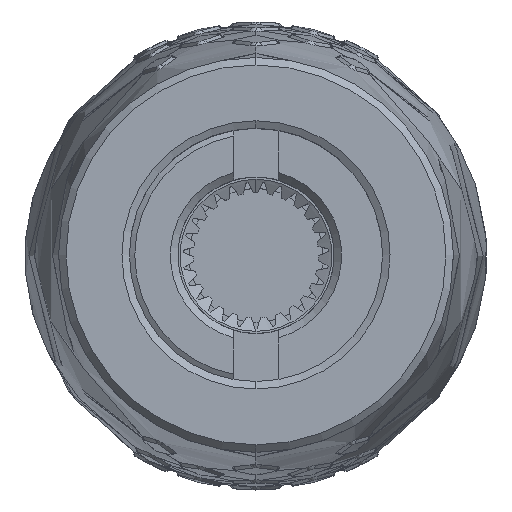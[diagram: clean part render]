
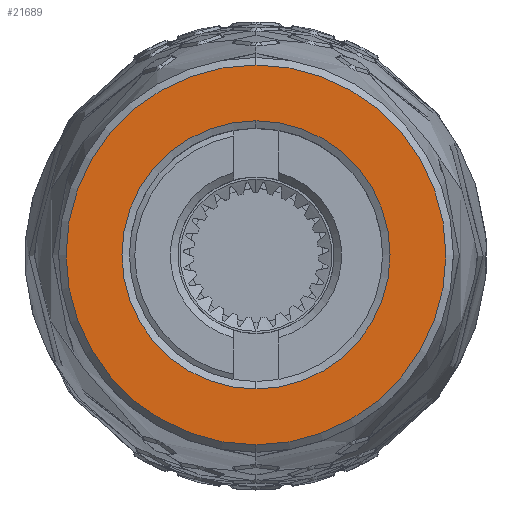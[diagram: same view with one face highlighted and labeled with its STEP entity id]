
A CAD part, top view. The second image highlights one B-rep face of the part: STEP entity #21689.
In plain terms, the highlighted planar face has unit normal (0, 0, 1).
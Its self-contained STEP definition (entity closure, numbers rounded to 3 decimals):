
#3535=CARTESIAN_POINT('',(0.,0.,286.));
#3536=DIRECTION('',(0.,0.,-1.));
#3537=DIRECTION('',(0.,-1.,0.));
#3538=AXIS2_PLACEMENT_3D('',#3535,#3536,#3537);
#3540=CARTESIAN_POINT('',(0.,0.,286.));
#3541=DIRECTION('',(0.,0.,-1.));
#3542=DIRECTION('',(0.,1.,0.));
#3543=AXIS2_PLACEMENT_3D('',#3540,#3541,#3542);
#3545=CARTESIAN_POINT('',(0.,0.,286.));
#3546=DIRECTION('',(0.,0.,1.));
#3547=DIRECTION('',(0.,1.,0.));
#3548=AXIS2_PLACEMENT_3D('',#3545,#3546,#3547);
#3550=CARTESIAN_POINT('',(0.,0.,286.));
#3551=DIRECTION('',(0.,0.,1.));
#3552=DIRECTION('',(0.,-1.,0.));
#3553=AXIS2_PLACEMENT_3D('',#3550,#3551,#3552);
#16392=CARTESIAN_POINT('',(0.,9.,286.));
#16393=CARTESIAN_POINT('',(0.,-9.,286.));
#16394=VERTEX_POINT('',#16392);
#16395=VERTEX_POINT('',#16393);
#16409=CARTESIAN_POINT('',(0.,12.75,286.));
#16411=VERTEX_POINT('',#16409);
#16414=CARTESIAN_POINT('',(0.,-12.75,286.));
#16415=VERTEX_POINT('',#16414);
#21673=CARTESIAN_POINT('',(0.,0.,286.));
#21674=DIRECTION('',(0.,0.,-1.));
#21675=DIRECTION('',(0.,1.,0.));
#21676=AXIS2_PLACEMENT_3D('',#21673,#21674,#21675);
#21677=PLANE('',#21676);
#21678=ORIENTED_EDGE('',*,*,#21656,.T.);
#21680=ORIENTED_EDGE('',*,*,#21679,.T.);
#21681=EDGE_LOOP('',(#21678,#21680));
#21682=FACE_OUTER_BOUND('',#21681,.F.);
#21684=ORIENTED_EDGE('',*,*,#21683,.T.);
#21686=ORIENTED_EDGE('',*,*,#21685,.T.);
#21687=EDGE_LOOP('',(#21684,#21686));
#21688=FACE_BOUND('',#21687,.F.);
#21689=ADVANCED_FACE('',(#21682,#21688),#21677,.F.);
#3539=CIRCLE('',#3538,12.75);
#3544=CIRCLE('',#3543,12.75);
#3549=CIRCLE('',#3548,9.);
#3554=CIRCLE('',#3553,9.);
#21656=EDGE_CURVE('',#16415,#16411,#3539,.T.);
#21679=EDGE_CURVE('',#16411,#16415,#3544,.T.);
#21683=EDGE_CURVE('',#16394,#16395,#3549,.T.);
#21685=EDGE_CURVE('',#16395,#16394,#3554,.T.);
